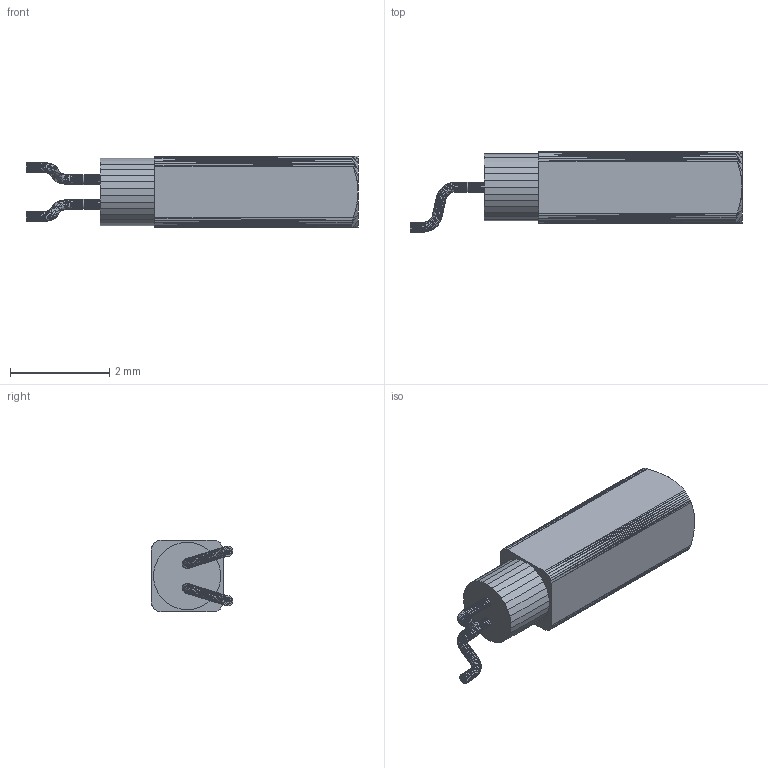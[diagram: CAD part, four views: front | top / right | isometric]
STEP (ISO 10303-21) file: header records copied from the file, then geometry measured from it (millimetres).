
FILE_DESCRIPTION(('FreeCAD Model'),'2;1');
FILE_NAME('AB2_XTAL_5.2x1.45x1.45MM.step','2020-05-17T20:33:19',('Author'),(''), 'Open CASCADE STEP processor 7.2','FreeCAD','Unknown');
FILE_SCHEMA(('AUTOMOTIVE_DESIGN { 1 0 10303 214 1 1 1 1 }'));
Products named in the file (1): AB2_XTAL_5_2x1_45x1_45MM002_(Solid)
Bounding box: 6.7 x 1.65 x 1.45 mm (x, y, z)
Volume: 10.2 mm3; surface area: 33.5 mm2
Topology: 1 solids, 1 shells, 1496 faces, 2349 edges, 858 vertices
Faces by surface type: plane 1496
Entity records: 58528 total; most frequent: CARTESIAN_POINT 11573, DIRECTION 7870, LINE 4876, VECTOR 4876, ORIENTED_EDGE 4698, PCURVE 4698, DEFINITIONAL_REPRESENTATION 4698, EDGE_CURVE 2349
